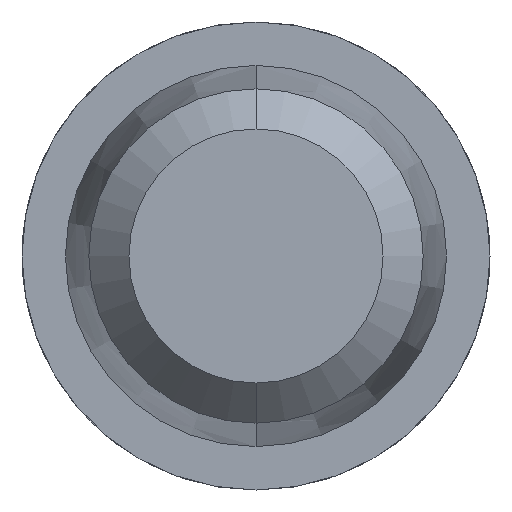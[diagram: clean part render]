
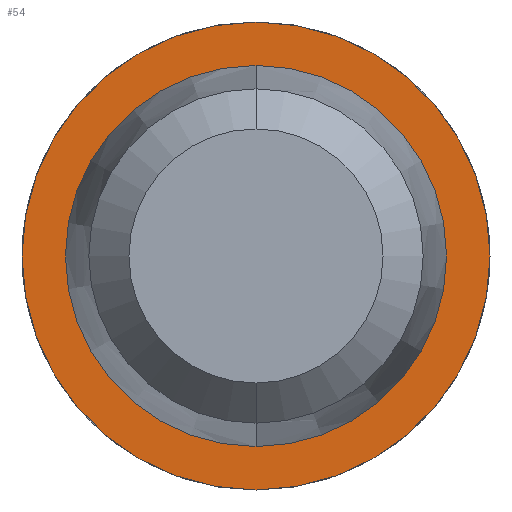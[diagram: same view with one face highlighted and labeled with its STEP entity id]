
A CAD part, front view. The second image highlights one B-rep face of the part: STEP entity #54.
In plain terms, the highlighted planar face has unit normal (0, -1, 0).
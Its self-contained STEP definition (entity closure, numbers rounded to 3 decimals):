
#54 = ADVANCED_FACE ( 'Defeature ausgef�hrt2_14', ( #2107, #1011 ), #1889, .T. ) ;
#244 = CARTESIAN_POINT ( 'NONE',  ( 0., 26., -0.7 ) ) ;
#414 = CIRCLE ( 'NONE', #1863, 0.57 ) ;
#450 = CARTESIAN_POINT ( 'NONE',  ( 0., 26., 0.7 ) ) ;
#578 = CARTESIAN_POINT ( 'NONE',  ( 0.57, 26., 0. ) ) ;
#637 = DIRECTION ( 'NONE',  ( 0., -1., 0. ) ) ;
#734 = AXIS2_PLACEMENT_3D ( 'NONE', #2922, #3555, #2934 ) ;
#880 = EDGE_LOOP ( 'NONE', ( #2725, #2623 ) ) ;
#1011 = FACE_BOUND ( 'NONE', #880, .T. ) ;
#1181 = ORIENTED_EDGE ( 'NONE', *, *, #1570, .T. ) ;
#1328 = VERTEX_POINT ( 'NONE', #450 ) ;
#1435 = CARTESIAN_POINT ( 'NONE',  ( 0., 26., 0. ) ) ;
#1570 = EDGE_CURVE ( 'Defeature ausgef�hrt2_14+Defeature ausgef�hrt2_15+Defeature ausgef�hrt2_15+Defeature ausgef�hrt2_15', #1328, #3951, #2500, .T. ) ;
#1599 = AXIS2_PLACEMENT_3D ( 'NONE', #578, #3787, #3757 ) ;
#1615 = VERTEX_POINT ( 'NONE', #3320 ) ;
#1863 = AXIS2_PLACEMENT_3D ( 'NONE', #3539, #637, #2240 ) ;
#1889 = PLANE ( 'NONE',  #1599 ) ;
#1913 = EDGE_CURVE ( 'Defeature ausgef�hrt2_13+Defeature ausgef�hrt2_14+Defeature ausgef�hrt2_14+Defeature ausgef�hrt2_14', #1615, #3792, #2655, .T. ) ;
#2107 = FACE_OUTER_BOUND ( 'NONE', #2424, .T. ) ;
#2148 = EDGE_CURVE ( 'Defeature ausgef�hrt2_13+Defeature ausgef�hrt2_14+Defeature ausgef�hrt2_14+Defeature ausgef�hrt2_14', #3792, #1615, #414, .T. ) ;
#2206 = DIRECTION ( 'NONE',  ( 0., -1., 0. ) ) ;
#2240 = DIRECTION ( 'NONE',  ( 0., 0., -1. ) ) ;
#2242 = CIRCLE ( 'NONE', #3638, 0.7 ) ;
#2376 = AXIS2_PLACEMENT_3D ( 'NONE', #1435, #2439, #3363 ) ;
#2424 = EDGE_LOOP ( 'NONE', ( #2918, #1181 ) ) ;
#2439 = DIRECTION ( 'NONE',  ( 0., -1., 0. ) ) ;
#2500 = CIRCLE ( 'NONE', #2376, 0.7 ) ;
#2623 = ORIENTED_EDGE ( 'NONE', *, *, #1913, .F. ) ;
#2655 = CIRCLE ( 'NONE', #734, 0.57 ) ;
#2725 = ORIENTED_EDGE ( 'NONE', *, *, #2148, .F. ) ;
#2917 = CARTESIAN_POINT ( 'NONE',  ( 0., 26., 0.57 ) ) ;
#2918 = ORIENTED_EDGE ( 'NONE', *, *, #4098, .T. ) ;
#2922 = CARTESIAN_POINT ( 'NONE',  ( 0., 26., 0. ) ) ;
#2934 = DIRECTION ( 'NONE',  ( 0., 0., -1. ) ) ;
#3179 = DIRECTION ( 'NONE',  ( 0., 0., -1. ) ) ;
#3320 = CARTESIAN_POINT ( 'NONE',  ( 0., 26., -0.57 ) ) ;
#3363 = DIRECTION ( 'NONE',  ( 0., 0., -1. ) ) ;
#3539 = CARTESIAN_POINT ( 'NONE',  ( 0., 26., 0. ) ) ;
#3555 = DIRECTION ( 'NONE',  ( 0., -1., 0. ) ) ;
#3638 = AXIS2_PLACEMENT_3D ( 'NONE', #4111, #2206, #3179 ) ;
#3757 = DIRECTION ( 'NONE',  ( 0., 0., -1. ) ) ;
#3787 = DIRECTION ( 'NONE',  ( 0., -1., 0. ) ) ;
#3792 = VERTEX_POINT ( 'NONE', #2917 ) ;
#3951 = VERTEX_POINT ( 'NONE', #244 ) ;
#4098 = EDGE_CURVE ( 'Defeature ausgef�hrt2_14+Defeature ausgef�hrt2_15+Defeature ausgef�hrt2_15+Defeature ausgef�hrt2_15', #3951, #1328, #2242, .T. ) ;
#4111 = CARTESIAN_POINT ( 'NONE',  ( 0., 26., 0. ) ) ;
